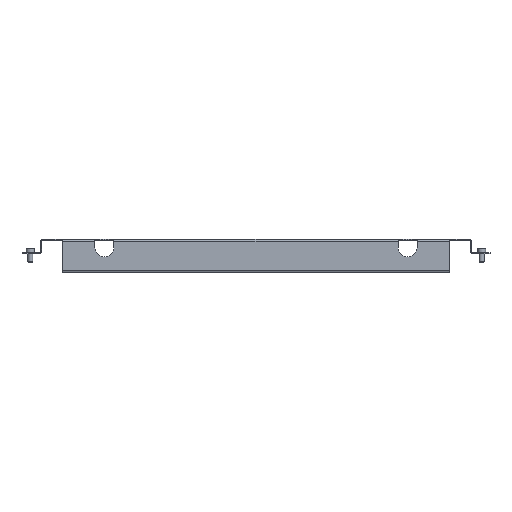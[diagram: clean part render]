
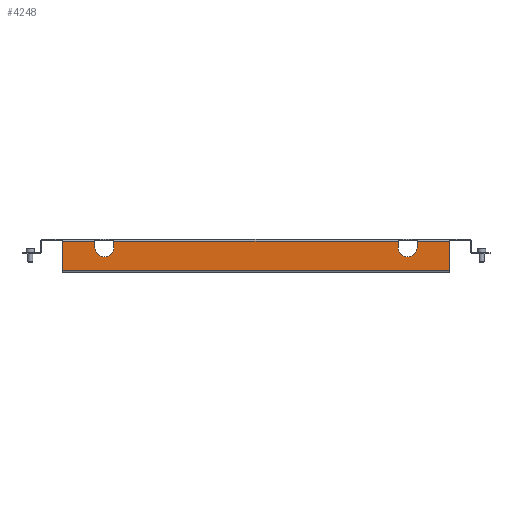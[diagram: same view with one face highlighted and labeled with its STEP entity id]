
A CAD part, front view. The second image highlights one B-rep face of the part: STEP entity #4248.
In plain terms, the highlighted planar face has unit normal (0, -1, 0).
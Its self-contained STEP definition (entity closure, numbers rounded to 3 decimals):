
#28 = LINE ( 'NONE', #3357, #2444 ) ;
#67 = CARTESIAN_POINT ( 'NONE',  ( -169.5, -106.025, -2.05 ) ) ;
#98 = VECTOR ( 'NONE', #4177, 1000. ) ;
#103 = AXIS2_PLACEMENT_3D ( 'NONE', #933, #3961, #4300 ) ;
#129 = DIRECTION ( 'NONE',  ( 0., 1., 0. ) ) ;
#187 = CARTESIAN_POINT ( 'NONE',  ( 204., -106.025, 0. ) ) ;
#219 = CARTESIAN_POINT ( 'NONE',  ( 169.5, -106.025, -2.05 ) ) ;
#343 = EDGE_CURVE ( 'NONE', #3051, #2452, #878, .T. ) ;
#390 = CARTESIAN_POINT ( 'NONE',  ( -169.5, -106.025, -8.5 ) ) ;
#403 = EDGE_CURVE ( 'NONE', #3954, #3136, #28, .T. ) ;
#444 = ORIENTED_EDGE ( 'NONE', *, *, #343, .F. ) ;
#468 = DIRECTION ( 'NONE',  ( 0., 0., 1. ) ) ;
#646 = DIRECTION ( 'NONE',  ( 0., 0., 1. ) ) ;
#800 = ORIENTED_EDGE ( 'NONE', *, *, #4182, .F. ) ;
#844 = VECTOR ( 'NONE', #3917, 1000. ) ;
#862 = CARTESIAN_POINT ( 'NONE',  ( 149.5, -106.025, -8.5 ) ) ;
#878 = CIRCLE ( 'NONE', #103, 10. ) ;
#924 = ORIENTED_EDGE ( 'NONE', *, *, #2545, .T. ) ;
#933 = CARTESIAN_POINT ( 'NONE',  ( -159.5, -106.025, -8.5 ) ) ;
#937 = DIRECTION ( 'NONE',  ( 1., 0., 0. ) ) ;
#1032 = CARTESIAN_POINT ( 'NONE',  ( -204., -106.025, -2.05 ) ) ;
#1036 = ORIENTED_EDGE ( 'NONE', *, *, #3789, .T. ) ;
#1149 = DIRECTION ( 'NONE',  ( 0., 0., 1. ) ) ;
#1180 = VECTOR ( 'NONE', #937, 1000. ) ;
#1227 = ORIENTED_EDGE ( 'NONE', *, *, #2426, .T. ) ;
#1231 = VECTOR ( 'NONE', #1149, 1000. ) ;
#1282 = CARTESIAN_POINT ( 'NONE',  ( 204., -106.025, -2.05 ) ) ;
#1329 = ORIENTED_EDGE ( 'NONE', *, *, #2495, .F. ) ;
#1431 = VERTEX_POINT ( 'NONE', #219 ) ;
#1555 = CARTESIAN_POINT ( 'NONE',  ( 169.5, -106.025, -8.5 ) ) ;
#1651 = CARTESIAN_POINT ( 'NONE',  ( 159.5, -106.025, -8.5 ) ) ;
#1687 = VERTEX_POINT ( 'NONE', #1032 ) ;
#1739 = VECTOR ( 'NONE', #468, 1000. ) ;
#1786 = AXIS2_PLACEMENT_3D ( 'NONE', #3119, #129, #2104 ) ;
#1831 = LINE ( 'NONE', #862, #844 ) ;
#1839 = VECTOR ( 'NONE', #3600, 1000. ) ;
#2014 = EDGE_CURVE ( 'NONE', #1687, #3589, #4201, .T. ) ;
#2091 = LINE ( 'NONE', #3525, #98 ) ;
#2104 = DIRECTION ( 'NONE',  ( 0., 0., 1. ) ) ;
#2249 = DIRECTION ( 'NONE',  ( 1., 0., 0. ) ) ;
#2316 = CIRCLE ( 'NONE', #4049, 10. ) ;
#2426 = EDGE_CURVE ( 'NONE', #3051, #4052, #4146, .T. ) ;
#2444 = VECTOR ( 'NONE', #3054, 1000. ) ;
#2452 = VERTEX_POINT ( 'NONE', #3847 ) ;
#2495 = EDGE_CURVE ( 'NONE', #2452, #3954, #3821, .T. ) ;
#2545 = EDGE_CURVE ( 'NONE', #3589, #3531, #3123, .T. ) ;
#2587 = CARTESIAN_POINT ( 'NONE',  ( 149.5, -106.025, -8.5 ) ) ;
#2615 = CARTESIAN_POINT ( 'NONE',  ( 204., -106.025, -2.05 ) ) ;
#2632 = ORIENTED_EDGE ( 'NONE', *, *, #2014, .T. ) ;
#2744 = LINE ( 'NONE', #187, #1839 ) ;
#2745 = VERTEX_POINT ( 'NONE', #2587 ) ;
#2772 = EDGE_CURVE ( 'NONE', #3531, #3832, #2744, .T. ) ;
#2822 = ORIENTED_EDGE ( 'NONE', *, *, #3896, .F. ) ;
#2843 = EDGE_CURVE ( 'NONE', #2745, #4356, #2316, .T. ) ;
#2901 = LINE ( 'NONE', #2615, #4340 ) ;
#2925 = EDGE_CURVE ( 'NONE', #4356, #1431, #4092, .T. ) ;
#3008 = DIRECTION ( 'NONE',  ( 0., -1., 0. ) ) ;
#3051 = VERTEX_POINT ( 'NONE', #390 ) ;
#3054 = DIRECTION ( 'NONE',  ( 1., 0., 0. ) ) ;
#3057 = CARTESIAN_POINT ( 'NONE',  ( -204., -106.025, -32.95 ) ) ;
#3062 = FACE_OUTER_BOUND ( 'NONE', #3719, .T. ) ;
#3098 = ORIENTED_EDGE ( 'NONE', *, *, #2843, .F. ) ;
#3119 = CARTESIAN_POINT ( 'NONE',  ( 0., -106.025, 0. ) ) ;
#3123 = LINE ( 'NONE', #3433, #1180 ) ;
#3136 = VERTEX_POINT ( 'NONE', #3178 ) ;
#3178 = CARTESIAN_POINT ( 'NONE',  ( 149.5, -106.025, -2.05 ) ) ;
#3182 = VECTOR ( 'NONE', #646, 1000. ) ;
#3186 = VECTOR ( 'NONE', #4307, 1000. ) ;
#3305 = CARTESIAN_POINT ( 'NONE',  ( 169.5, -106.025, -8.5 ) ) ;
#3306 = ORIENTED_EDGE ( 'NONE', *, *, #2772, .T. ) ;
#3323 = DIRECTION ( 'NONE',  ( 0., 0., -1. ) ) ;
#3357 = CARTESIAN_POINT ( 'NONE',  ( 204., -106.025, -2.05 ) ) ;
#3383 = CARTESIAN_POINT ( 'NONE',  ( -149.5, -106.025, -2.05 ) ) ;
#3433 = CARTESIAN_POINT ( 'NONE',  ( -204., -106.025, -32.95 ) ) ;
#3450 = CARTESIAN_POINT ( 'NONE',  ( -169.5, -106.025, -8.5 ) ) ;
#3495 = PLANE ( 'NONE',  #1786 ) ;
#3525 = CARTESIAN_POINT ( 'NONE',  ( 204., -106.025, -2.05 ) ) ;
#3531 = VERTEX_POINT ( 'NONE', #4103 ) ;
#3589 = VERTEX_POINT ( 'NONE', #3057 ) ;
#3600 = DIRECTION ( 'NONE',  ( 0., 0., 1. ) ) ;
#3719 = EDGE_LOOP ( 'NONE', ( #444, #1227, #2822, #2632, #924, #3306, #800, #4002, #3098, #1036, #3840, #1329 ) ) ;
#3789 = EDGE_CURVE ( 'NONE', #2745, #3136, #1831, .T. ) ;
#3821 = LINE ( 'NONE', #4193, #1739 ) ;
#3832 = VERTEX_POINT ( 'NONE', #1282 ) ;
#3840 = ORIENTED_EDGE ( 'NONE', *, *, #403, .F. ) ;
#3847 = CARTESIAN_POINT ( 'NONE',  ( -149.5, -106.025, -8.5 ) ) ;
#3896 = EDGE_CURVE ( 'NONE', #1687, #4052, #2901, .T. ) ;
#3917 = DIRECTION ( 'NONE',  ( 0., 0., 1. ) ) ;
#3954 = VERTEX_POINT ( 'NONE', #3383 ) ;
#3956 = CARTESIAN_POINT ( 'NONE',  ( -204., -106.025, 0. ) ) ;
#3961 = DIRECTION ( 'NONE',  ( 0., -1., 0. ) ) ;
#4002 = ORIENTED_EDGE ( 'NONE', *, *, #2925, .F. ) ;
#4049 = AXIS2_PLACEMENT_3D ( 'NONE', #1651, #3008, #3323 ) ;
#4052 = VERTEX_POINT ( 'NONE', #67 ) ;
#4092 = LINE ( 'NONE', #3305, #3182 ) ;
#4103 = CARTESIAN_POINT ( 'NONE',  ( 204., -106.025, -32.95 ) ) ;
#4146 = LINE ( 'NONE', #3450, #1231 ) ;
#4177 = DIRECTION ( 'NONE',  ( 1., 0., 0. ) ) ;
#4182 = EDGE_CURVE ( 'NONE', #1431, #3832, #2091, .T. ) ;
#4193 = CARTESIAN_POINT ( 'NONE',  ( -149.5, -106.025, -8.5 ) ) ;
#4201 = LINE ( 'NONE', #3956, #3186 ) ;
#4248 = ADVANCED_FACE ( 'NONE', ( #3062 ), #3495, .F. ) ;
#4300 = DIRECTION ( 'NONE',  ( 0., 0., 1. ) ) ;
#4307 = DIRECTION ( 'NONE',  ( 0., 0., -1. ) ) ;
#4340 = VECTOR ( 'NONE', #2249, 1000. ) ;
#4356 = VERTEX_POINT ( 'NONE', #1555 ) ;
